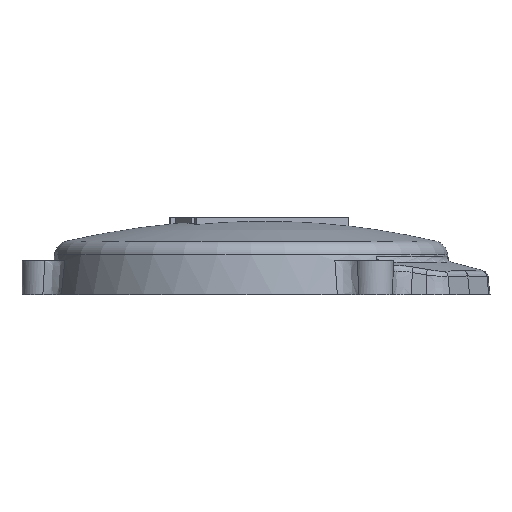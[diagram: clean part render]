
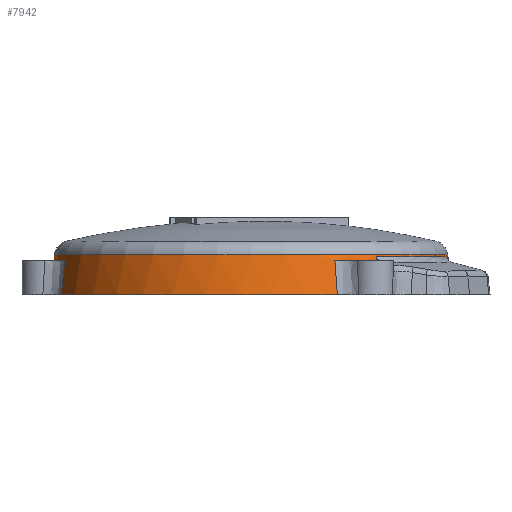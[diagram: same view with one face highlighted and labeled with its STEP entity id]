
A CAD part, front view. The second image highlights one B-rep face of the part: STEP entity #7942.
In plain terms, the highlighted conical face has half-angle 6 degrees and reference radius 63.822 mm.
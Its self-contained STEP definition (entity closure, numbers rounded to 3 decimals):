
#101=CARTESIAN_POINT('',(73.627,69.862,0.));
#102=DIRECTION('',(0.,0.,1.));
#103=DIRECTION('',(1.,-0.02,0.));
#104=AXIS2_PLACEMENT_3D('',#101,#102,#103);
#126=CARTESIAN_POINT('',(73.627,69.862,
0.));
#127=DIRECTION('',(0.,0.,1.));
#128=DIRECTION('',(-0.945,-0.326,0.));
#129=AXIS2_PLACEMENT_3D('',#126,#127,#128);
#201=CARTESIAN_POINT('',(73.627,69.862,11.));
#202=DIRECTION('',(0.,0.,1.));
#203=DIRECTION('',(-1.,0.,0.));
#204=AXIS2_PLACEMENT_3D('',#201,#202,#203);
#229=CARTESIAN_POINT('',(73.627,69.862,11.));
#230=DIRECTION('',(0.,0.,1.));
#231=DIRECTION('',(0.425,-0.905,0.));
#232=AXIS2_PLACEMENT_3D('',#229,#230,#231);
#311=CARTESIAN_POINT('',(73.627,69.862,12.183));
#312=DIRECTION('',(0.,0.,1.));
#313=DIRECTION('',(0.637,-0.771,0.));
#314=AXIS2_PLACEMENT_3D('',#311,#312,#313);
#316=CARTESIAN_POINT('',(113.91,21.139,12.183));
#317=CARTESIAN_POINT('',(113.931,21.138,12.052));
#318=CARTESIAN_POINT('',(113.973,21.136,11.79));
#319=CARTESIAN_POINT('',(114.035,21.134,11.395));
#320=CARTESIAN_POINT('',(114.077,21.133,11.132));
#321=CARTESIAN_POINT('',(114.098,21.132,11.));
#323=CARTESIAN_POINT('',(100.537,12.518,11.));
#324=CARTESIAN_POINT('',(100.592,12.448,10.171));
#325=CARTESIAN_POINT('',(100.705,12.304,8.479));
#326=CARTESIAN_POINT('',(100.884,12.087,5.887));
#327=CARTESIAN_POINT('',(101.083,11.856,3.09));
#328=CARTESIAN_POINT('',(101.233,11.691,1.056));
#329=CARTESIAN_POINT('',(101.312,11.606,
0.));
#331=CARTESIAN_POINT('',(12.648,48.842,
0.));
#332=CARTESIAN_POINT('',(12.737,48.847,0.817));
#333=CARTESIAN_POINT('',(12.919,48.86,2.496));
#334=CARTESIAN_POINT('',(13.201,48.886,5.113));
#335=CARTESIAN_POINT('',(13.502,48.92,7.926));
#336=CARTESIAN_POINT('',(13.717,48.95,9.951));
#337=CARTESIAN_POINT('',(13.828,48.967,11.));
#339=DIRECTION('',(0.105,0.,0.995));
#340=VECTOR('',#339,1.916);
#341=CARTESIAN_POINT('',(10.283,69.862,11.));
#342=LINE('',#341,#340);
#343=CARTESIAN_POINT('',(73.627,69.862,12.906));
#344=DIRECTION('',(0.,0.,1.));
#345=DIRECTION('',(-1.,0.,0.));
#346=AXIS2_PLACEMENT_3D('',#343,#344,#345);
#348=CARTESIAN_POINT('',(138.114,68.555,0.));
#349=CARTESIAN_POINT('',(138.014,68.523,0.94));
#350=CARTESIAN_POINT('',(137.81,68.458,2.868));
#351=CARTESIAN_POINT('',(137.495,68.359,5.842));
#352=CARTESIAN_POINT('',(137.267,68.287,7.993));
#353=CARTESIAN_POINT('',(137.15,68.249,9.101));
#355=CARTESIAN_POINT('',(136.55,63.751,12.183));
#356=CARTESIAN_POINT('',(136.566,63.913,12.183));
#357=CARTESIAN_POINT('',(136.597,64.231,12.173));
#358=CARTESIAN_POINT('',(136.641,64.692,12.126));
#359=CARTESIAN_POINT('',(136.683,65.126,12.052));
#360=CARTESIAN_POINT('',(136.721,65.518,11.957));
#361=CARTESIAN_POINT('',(136.756,65.869,11.846));
#362=CARTESIAN_POINT('',(136.787,66.178,11.726));
#363=CARTESIAN_POINT('',(136.815,66.447,11.601));
#364=CARTESIAN_POINT('',(136.841,66.68,11.476));
#365=CARTESIAN_POINT('',(136.863,66.878,11.353));
#366=CARTESIAN_POINT('',(136.884,67.049,11.234));
#367=CARTESIAN_POINT('',(136.903,67.202,11.115));
#368=CARTESIAN_POINT('',(136.922,67.345,10.991));
#369=CARTESIAN_POINT('',(136.941,67.482,10.858));
#370=CARTESIAN_POINT('',(136.961,67.612,10.715));
#371=CARTESIAN_POINT('',(136.98,67.73,10.567));
#372=CARTESIAN_POINT('',(137.,67.836,10.415));
#373=CARTESIAN_POINT('',(137.018,67.926,10.265));
#374=CARTESIAN_POINT('',(137.037,68.006,10.111));
#375=CARTESIAN_POINT('',(137.056,68.077,9.949));
#376=CARTESIAN_POINT('',(137.075,68.136,9.781));
#377=CARTESIAN_POINT('',(137.094,68.183,9.612));
#378=CARTESIAN_POINT('',(137.113,68.217,9.442));
#379=CARTESIAN_POINT('',(137.132,68.24,9.272));
#380=CARTESIAN_POINT('',(137.144,68.248,9.158));
#381=CARTESIAN_POINT('',(137.15,68.249,9.101));
#930=DIRECTION('',(-0.105,0.,0.995));
#931=VECTOR('',#930,12.977);
#932=CARTESIAN_POINT('',(138.127,69.862,0.));
#933=LINE('',#932,#931);
#6197=CARTESIAN_POINT('',(136.77,69.862,12.906));
#6198=CARTESIAN_POINT('',(10.483,69.862,12.906));
#6199=VERTEX_POINT('',#6197);
#6200=VERTEX_POINT('',#6198);
#6201=CARTESIAN_POINT('',(138.127,69.862,0.));
#6202=VERTEX_POINT('',#6201);
#6239=VERTEX_POINT('',#331);
#6240=VERTEX_POINT('',#337);
#6255=VERTEX_POINT('',#323);
#6256=VERTEX_POINT('',#329);
#6259=CARTESIAN_POINT('',(10.283,69.862,11.));
#6260=VERTEX_POINT('',#6259);
#6270=CARTESIAN_POINT('',(113.91,21.139,12.183));
#6271=CARTESIAN_POINT('',(136.55,63.751,12.183));
#6272=VERTEX_POINT('',#6270);
#6273=VERTEX_POINT('',#6271);
#6294=VERTEX_POINT('',#348);
#6295=VERTEX_POINT('',#353);
#6296=CARTESIAN_POINT('',(114.098,21.132,11.));
#6297=VERTEX_POINT('',#6296);
#7914=CARTESIAN_POINT('',(73.627,69.862,6.453));
#7915=DIRECTION('',(0.,0.,-1.));
#7916=DIRECTION('',(-1.,0.,0.));
#7917=AXIS2_PLACEMENT_3D('',#7914,#7915,#7916);
#7918=CONICAL_SURFACE('',#7917,63.822,6.);
#7920=ORIENTED_EDGE('',*,*,#7919,.F.);
#7922=ORIENTED_EDGE('',*,*,#7921,.T.);
#7923=ORIENTED_EDGE('',*,*,#7802,.F.);
#7925=ORIENTED_EDGE('',*,*,#7924,.T.);
#7926=ORIENTED_EDGE('',*,*,#7652,.F.);
#7927=ORIENTED_EDGE('',*,*,#7906,.T.);
#7928=ORIENTED_EDGE('',*,*,#7754,.F.);
#7930=ORIENTED_EDGE('',*,*,#7929,.T.);
#7932=ORIENTED_EDGE('',*,*,#7931,.T.);
#7934=ORIENTED_EDGE('',*,*,#7933,.F.);
#7935=ORIENTED_EDGE('',*,*,#7634,.F.);
#7937=ORIENTED_EDGE('',*,*,#7936,.T.);
#7939=ORIENTED_EDGE('',*,*,#7938,.F.);
#7940=EDGE_LOOP('',(#7920,#7922,#7923,#7925,#7926,#7927,#7928,#7930,#7932,#7934,
#7935,#7937,#7939));
#7941=FACE_OUTER_BOUND('',#7940,.F.);
#7942=ADVANCED_FACE('',(#7941),#7918,.T.);
#105=CIRCLE('',#104,64.5);
#130=CIRCLE('',#129,64.5);
#205=CIRCLE('',#204,63.344);
#233=CIRCLE('',#232,63.344);
#315=CIRCLE('',#314,63.219);
#322=B_SPLINE_CURVE_WITH_KNOTS('',3,(#316,#317,#318,#319,#320,#321),
.UNSPECIFIED.,.F.,.F.,(4,1,1,4),(0.,0.333,0.667,1.),
.UNSPECIFIED.);
#330=B_SPLINE_CURVE_WITH_KNOTS('',3,(#323,#324,#325,#326,#327,#328,#329),
.UNSPECIFIED.,.F.,.F.,(4,1,1,1,4),(0.,0.25,0.5,0.75,1.),
.UNSPECIFIED.);
#338=B_SPLINE_CURVE_WITH_KNOTS('',3,(#331,#332,#333,#334,#335,#336,#337),
.UNSPECIFIED.,.F.,.F.,(4,1,1,1,4),(0.,0.25,0.5,0.75,1.),
.UNSPECIFIED.);
#347=CIRCLE('',#346,63.144);
#354=B_SPLINE_CURVE_WITH_KNOTS('',3,(#348,#349,#350,#351,#352,#353),
.UNSPECIFIED.,.F.,.F.,(4,1,1,4),(0.,0.333,0.667,1.),
.UNSPECIFIED.);
#382=B_SPLINE_CURVE_WITH_KNOTS('',3,(#355,#356,#357,#358,#359,#360,#361,#362,
#363,#364,#365,#366,#367,#368,#369,#370,#371,#372,#373,#374,#375,#376,#377,#378,
#379,#380,#381),.UNSPECIFIED.,.F.,.F.,(4,1,1,1,1,1,1,1,1,1,1,1,1,1,1,1,1,1,1,1,
1,1,1,1,4),(0.,0.042,0.083,0.125,0.167,
0.208,0.25,0.292,0.333,0.375,
0.417,0.458,0.5,0.542,0.583,
0.625,0.667,0.708,0.75,0.792,
0.833,0.875,0.917,0.958,1.),
.UNSPECIFIED.);
#7634=EDGE_CURVE('',#6294,#6202,#105,.T.);
#7652=EDGE_CURVE('',#6239,#6256,#130,.T.);
#7754=EDGE_CURVE('',#6260,#6240,#205,.T.);
#7802=EDGE_CURVE('',#6255,#6297,#233,.T.);
#7906=EDGE_CURVE('',#6239,#6240,#338,.T.);
#7919=EDGE_CURVE('',#6272,#6273,#315,.T.);
#7921=EDGE_CURVE('',#6272,#6297,#322,.T.);
#7924=EDGE_CURVE('',#6255,#6256,#330,.T.);
#7929=EDGE_CURVE('',#6260,#6200,#342,.T.);
#7931=EDGE_CURVE('',#6200,#6199,#347,.T.);
#7933=EDGE_CURVE('',#6202,#6199,#933,.T.);
#7936=EDGE_CURVE('',#6294,#6295,#354,.T.);
#7938=EDGE_CURVE('',#6273,#6295,#382,.T.);
